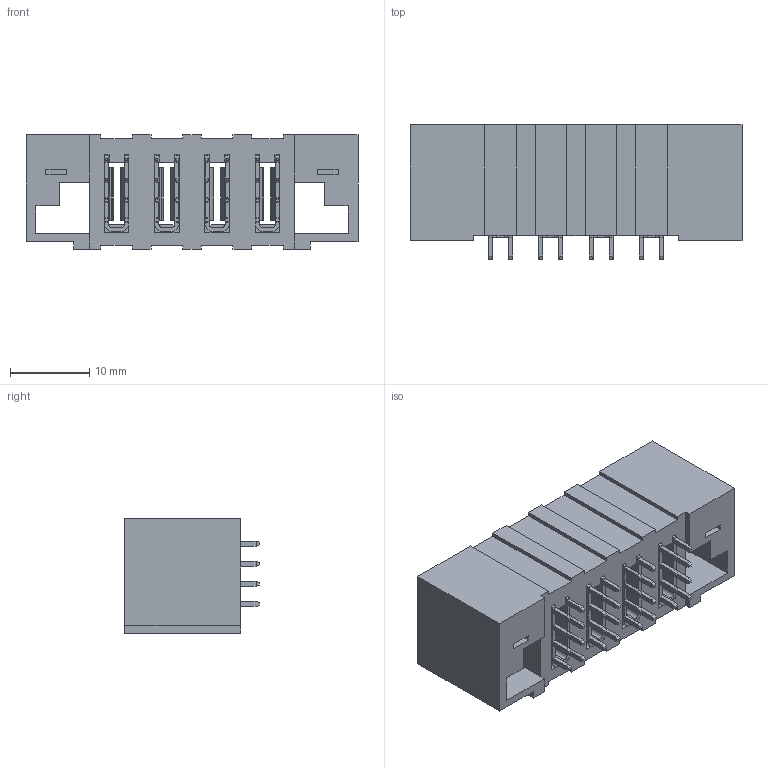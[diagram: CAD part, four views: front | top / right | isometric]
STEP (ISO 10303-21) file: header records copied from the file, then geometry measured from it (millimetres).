
FILE_DESCRIPTION( ( 'STEP AP214' ), '1' );
FILE_NAME( 'PET-04-01-S-VT-NL.stp', '2020-04-20T06:30:40', ( 'License CC BY-ND 4.0' ), ( 'CADENAS' ), ' ', 'PARTsolutions', ' ' );
FILE_SCHEMA( ( 'AUTOMOTIVE_DESIGN { 1 0 10303 214 1 1 1 1 }' ) );
Length unit declared in the file: millimetre
Products named in the file (4): PET-04-01-S-VT-NL; _PET-04-VT-NL_t; _PET-04-01-VT_p; _PET-_lc
Assembly tree (4 placements, depth 2):
  PET-04-01-S-VT-NL
    _PET-04-VT-NL_t
    _PET-04-01-VT_p
    _PET-_lc  x2
Bounding box: 41.91 x 16.97 x 14.5 mm (x, y, z)
Volume: 4183.5 mm3; surface area: 6480 mm2
Topology: 2 solids, 2 shells, 609 faces, 1706 edges, 1102 vertices
Faces by surface type: plane 545, cylinder 64
Entity records: 24138 total; most frequent: CARTESIAN_POINT 3421, ORIENTED_EDGE 3412, DIRECTION 3070, EDGE_CURVE 1706, LINE 1570, VECTOR 1570, VERTEX_POINT 1100, AXIS2_PLACEMENT_3D 750
